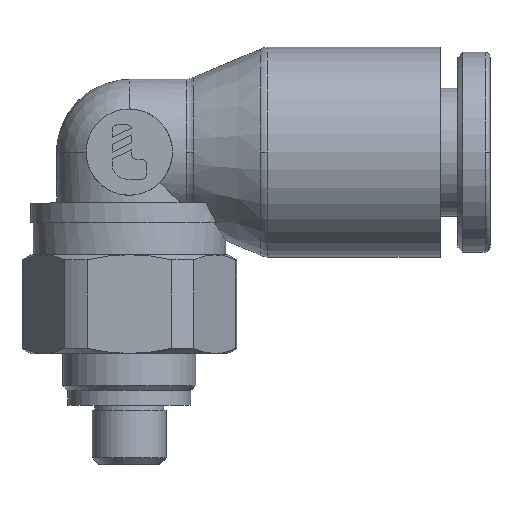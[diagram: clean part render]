
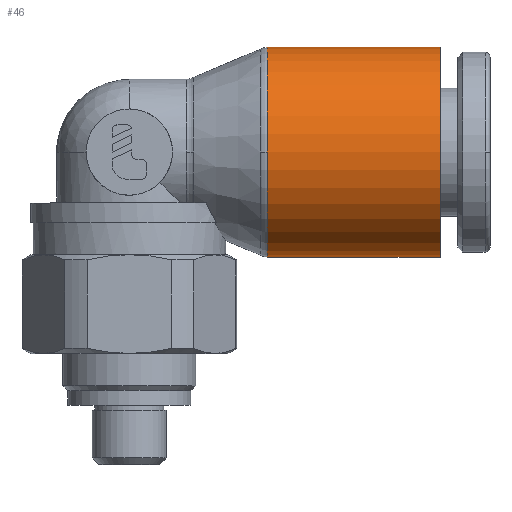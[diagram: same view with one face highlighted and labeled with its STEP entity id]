
A CAD part, top view. The second image highlights one B-rep face of the part: STEP entity #46.
In plain terms, the highlighted cylindrical face has radius 4.25 mm (diameter 8.5 mm), a partial arc.
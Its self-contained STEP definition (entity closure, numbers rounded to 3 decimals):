
#46=ADVANCED_FACE('',(#159),#160,.T.);
#159=FACE_OUTER_BOUND('',#395,.T.);
#160=CYLINDRICAL_SURFACE('',#396,4.25);
#395=EDGE_LOOP('',(#631,#632,#633,#634,#635));
#396=AXIS2_PLACEMENT_3D('',#636,#637,#638);
#631=ORIENTED_EDGE('',*,*,#1515,.F.);
#632=ORIENTED_EDGE('',*,*,#1516,.T.);
#633=ORIENTED_EDGE('',*,*,#1517,.T.);
#634=ORIENTED_EDGE('',*,*,#1518,.F.);
#635=ORIENTED_EDGE('',*,*,#1519,.F.);
#636=CARTESIAN_POINT('',(-3.5,0.0,0.0));
#637=DIRECTION('',(1.0,0.0,0.0));
#638=DIRECTION('',(0.0,1.0,0.0));
#1515=EDGE_CURVE('',#1789,#1790,#1791,.T.);
#1516=EDGE_CURVE('',#1789,#1792,#1793,.T.);
#1517=EDGE_CURVE('',#1792,#1794,#1795,.T.);
#1518=EDGE_CURVE('',#1796,#1794,#1797,.T.);
#1519=EDGE_CURVE('',#1790,#1796,#1798,.T.);
#1789=VERTEX_POINT('',#2237);
#1790=VERTEX_POINT('',#2238);
#1791=LINE('',#2239,#2240);
#1792=VERTEX_POINT('',#2241);
#1793=CIRCLE('',#2242,4.25);
#1794=VERTEX_POINT('',#2243);
#1795=CIRCLE('',#2244,4.25);
#1796=VERTEX_POINT('',#2245);
#1797=LINE('',#2246,#2247);
#1798=CIRCLE('',#2248,4.25);
#2237=CARTESIAN_POINT('',(-7.0,4.25,0.0));
#2238=CARTESIAN_POINT('',(0.,4.25,0.0));
#2239=CARTESIAN_POINT('',(-3.5,4.25,0.));
#2240=VECTOR('',#3359,1.0);
#2241=CARTESIAN_POINT('',(-7.0,0.,4.25));
#2242=AXIS2_PLACEMENT_3D('',#3360,#3361,#3362);
#2243=CARTESIAN_POINT('',(-7.0,-4.25,0.));
#2244=AXIS2_PLACEMENT_3D('',#3363,#3364,#3365);
#2245=CARTESIAN_POINT('',(0.,-4.25,0.));
#2246=CARTESIAN_POINT('',(-3.5,-4.25,0.));
#2247=VECTOR('',#3366,1.0);
#2248=AXIS2_PLACEMENT_3D('',#3367,#3368,#3369);
#3359=DIRECTION('',(1.0,0.0,0.0));
#3360=CARTESIAN_POINT('',(-7.0,0.0,0.0));
#3361=DIRECTION('',(1.0,0.0,0.0));
#3362=DIRECTION('',(0.0,1.0,0.0));
#3363=CARTESIAN_POINT('',(-7.0,0.0,0.0));
#3364=DIRECTION('',(1.0,0.0,0.0));
#3365=DIRECTION('',(0.0,1.0,0.0));
#3366=DIRECTION('',(-1.0,-0.0,-0.0));
#3367=CARTESIAN_POINT('',(0.,0.0,0.0));
#3368=DIRECTION('',(1.0,0.0,0.0));
#3369=DIRECTION('',(0.0,1.0,0.0));
